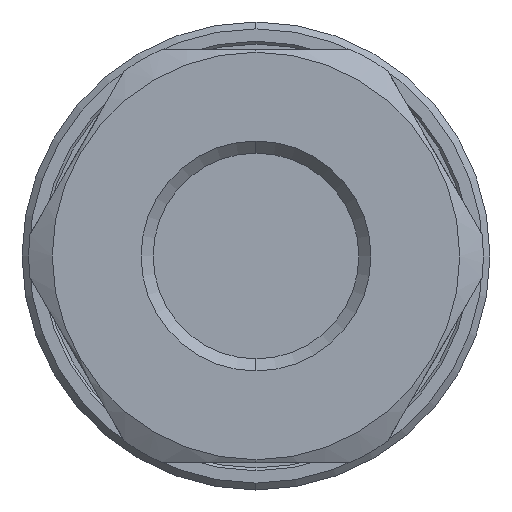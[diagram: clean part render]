
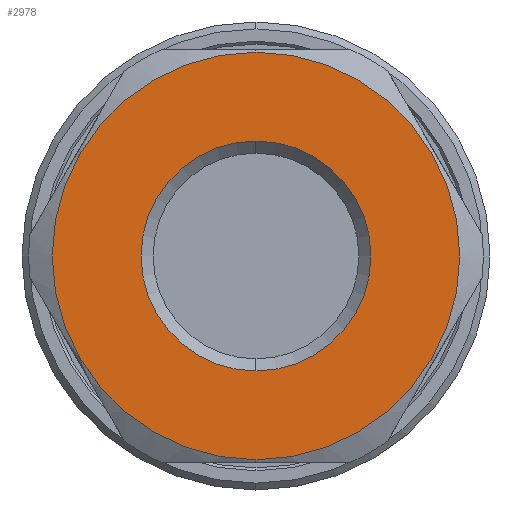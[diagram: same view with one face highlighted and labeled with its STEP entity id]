
A CAD part, left-side view. The second image highlights one B-rep face of the part: STEP entity #2978.
In plain terms, the highlighted planar face has unit normal (-1, 0, 0).
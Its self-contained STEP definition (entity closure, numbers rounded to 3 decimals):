
#759 = CIRCLE ( 'NONE', #8710, 8.35 ) ;
#849 = CIRCLE ( 'NONE', #8767, 14.8 ) ;
#1996 = CARTESIAN_POINT ( 'NONE',  ( 0., 0., -8.35 ) ) ;
#2693 = CIRCLE ( 'NONE', #8939, 8.35 ) ;
#2978 = ADVANCED_FACE ( 'NONE', ( #7675, #7676 ), #5190, .T. ) ;
#3886 = VERTEX_POINT ( 'NONE', #5456 ) ;
#3907 = VERTEX_POINT ( 'NONE', #5477 ) ;
#3939 = VERTEX_POINT ( 'NONE', #5509 ) ;
#4022 = VERTEX_POINT ( 'NONE', #1996 ) ;
#4088 = ORIENTED_EDGE ( 'NONE', *, *, #9040, .T. ) ;
#4089 = ORIENTED_EDGE ( 'NONE', *, *, #9512, .T. ) ;
#4090 = ORIENTED_EDGE ( 'NONE', *, *, #9119, .F. ) ;
#4091 = ORIENTED_EDGE ( 'NONE', *, *, #9412, .F. ) ;
#4775 = EDGE_LOOP ( 'NONE', ( #4090, #4091 ) ) ;
#4777 = EDGE_LOOP ( 'NONE', ( #4088, #4089 ) ) ;
#5190 = PLANE ( 'NONE',  #8546 ) ;
#5191 = CARTESIAN_POINT ( 'NONE',  ( 0., 14.8, 0. ) ) ;
#5192 = DIRECTION ( 'NONE',  ( -1., 0., 0. ) ) ;
#5193 = DIRECTION ( 'NONE',  ( 0., 0., 1. ) ) ;
#5456 = CARTESIAN_POINT ( 'NONE',  ( 0., 0., -14.8 ) ) ;
#5477 = CARTESIAN_POINT ( 'NONE',  ( 0., 0., 8.35 ) ) ;
#5509 = CARTESIAN_POINT ( 'NONE',  ( 0., 0., 14.8 ) ) ;
#5641 = CARTESIAN_POINT ( 'NONE',  ( 0., 0., 0. ) ) ;
#5642 = DIRECTION ( 'NONE',  ( 1., 0., 0. ) ) ;
#5643 = DIRECTION ( 'NONE',  ( 0., 0., -1. ) ) ;
#6097 = CARTESIAN_POINT ( 'NONE',  ( 0., 0., 0. ) ) ;
#6098 = DIRECTION ( 'NONE',  ( 1., 0., 0. ) ) ;
#6099 = DIRECTION ( 'NONE',  ( 0., 0., -1. ) ) ;
#7675 = FACE_BOUND ( 'NONE', #4777, .T. ) ;
#7676 = FACE_OUTER_BOUND ( 'NONE', #4775, .T. ) ;
#8546 = AXIS2_PLACEMENT_3D ( 'NONE', #5191, #5192, #5193 ) ;
#8710 = AXIS2_PLACEMENT_3D ( 'NONE', #10041, #10042, #10043 ) ;
#8767 = AXIS2_PLACEMENT_3D ( 'NONE', #10296, #10297, #10298 ) ;
#8911 = AXIS2_PLACEMENT_3D ( 'NONE', #5641, #5642, #5643 ) ;
#8939 = AXIS2_PLACEMENT_3D ( 'NONE', #6097, #6098, #6099 ) ;
#9040 = EDGE_CURVE ( 'NONE', #3907, #4022, #759, .T. ) ;
#9119 = EDGE_CURVE ( 'NONE', #3886, #3939, #849, .T. ) ;
#9412 = EDGE_CURVE ( 'NONE', #3939, #3886, #9736, .T. ) ;
#9512 = EDGE_CURVE ( 'NONE', #4022, #3907, #2693, .T. ) ;
#9736 = CIRCLE ( 'NONE', #8911, 14.8 ) ;
#10041 = CARTESIAN_POINT ( 'NONE',  ( 0., 0., 0. ) ) ;
#10042 = DIRECTION ( 'NONE',  ( 1., 0., 0. ) ) ;
#10043 = DIRECTION ( 'NONE',  ( 0., 0., -1. ) ) ;
#10296 = CARTESIAN_POINT ( 'NONE',  ( 0., 0., 0. ) ) ;
#10297 = DIRECTION ( 'NONE',  ( 1., 0., 0. ) ) ;
#10298 = DIRECTION ( 'NONE',  ( 0., 0., -1. ) ) ;
